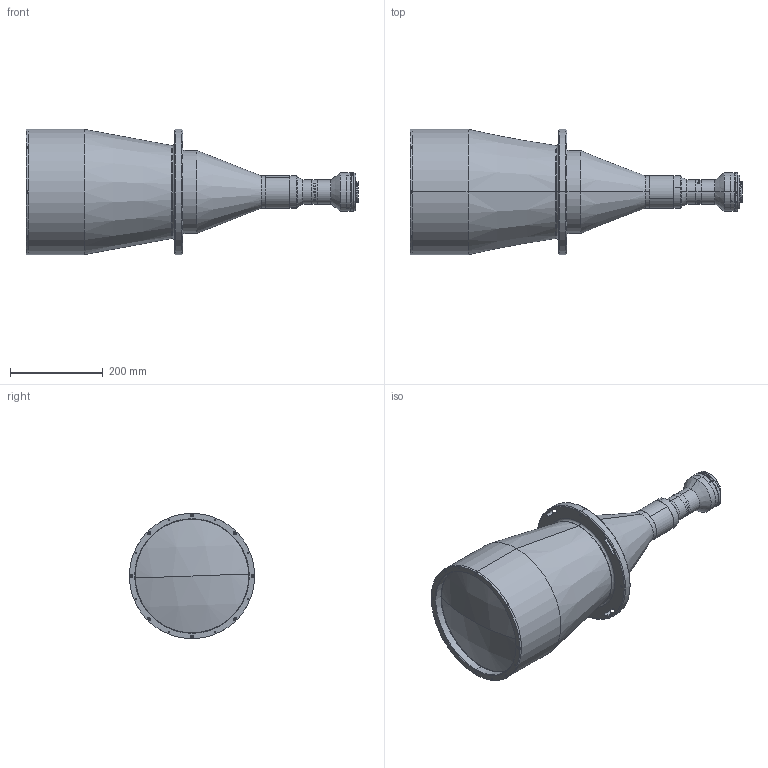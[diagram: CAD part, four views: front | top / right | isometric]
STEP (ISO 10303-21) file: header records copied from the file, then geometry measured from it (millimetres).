
FILE_DESCRIPTION (( 'STEP AP203' ), '1' );
FILE_NAME ('XF-PTL23832-F.STEP', '2019-07-23T02:14:25', ( 'lawlynn' ), ( '' ), 'SwSTEP 2.0', 'SolidWorks 2014', '' );
FILE_SCHEMA (( 'CONFIG_CONTROL_DESIGN' ));
Length unit declared in the file: millimetre
Products named in the file (1): XF-PTL23832-F
Bounding box: 715.34 x 270 x 270 mm (x, y, z)
Surface area: 569605.5 mm2 (no closed solid volume)
Topology: 0 solids, 54 shells, 364 faces, 1498 edges, 1172 vertices
Faces by surface type: cylinder 161, plane 121, cone 62, torus 16, sphere 4
Entity records: 20301 total; most frequent: CARTESIAN_POINT 7939, DIRECTION 2599, ORIENTED_EDGE 2175, EDGE_CURVE 1486, VERTEX_POINT 1172, AXIS2_PLACEMENT_3D 988, LINE 623, CIRCLE 623
